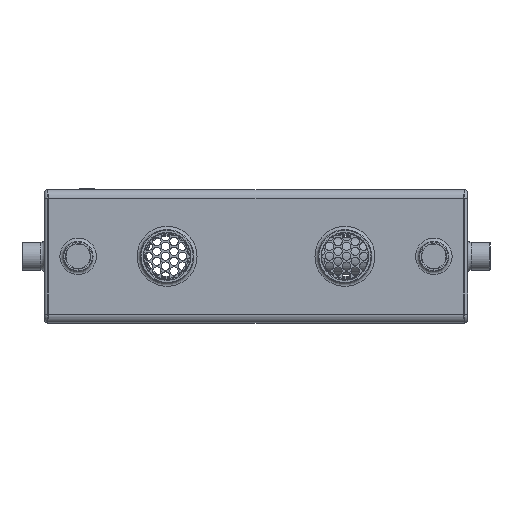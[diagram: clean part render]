
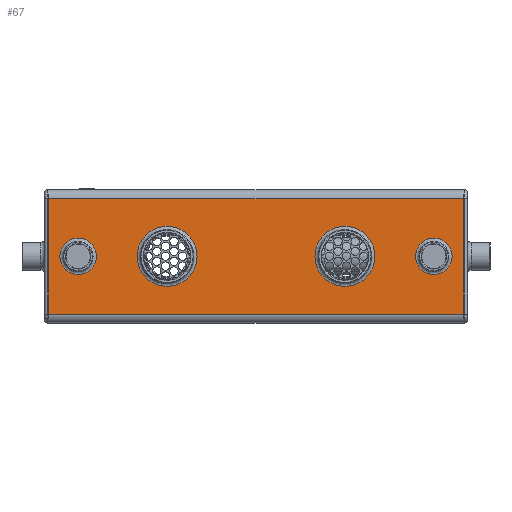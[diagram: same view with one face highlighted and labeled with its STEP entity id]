
A CAD part, left-side view. The second image highlights one B-rep face of the part: STEP entity #67.
In plain terms, the highlighted planar face has unit normal (-1, 0, 0).
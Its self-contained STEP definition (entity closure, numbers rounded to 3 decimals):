
#67=ADVANCED_FACE('',(#7654,#7656,#7658,#7660,#7662),#7664,.T.);
#7654=FACE_BOUND('',#7655,.T.);
#7655=EDGE_LOOP('',(#16143,#16144,#16145,#16146));
#7656=FACE_BOUND('',#7657,.T.);
#7657=EDGE_LOOP('',(#16147));
#7658=FACE_BOUND('',#7659,.T.);
#7659=EDGE_LOOP('',(#16148));
#7660=FACE_BOUND('',#7661,.T.);
#7661=EDGE_LOOP('',(#16149));
#7662=FACE_BOUND('',#7663,.T.);
#7663=EDGE_LOOP('',(#16150));
#7664=PLANE('',#7665);
#7665=AXIS2_PLACEMENT_3D('',#7666,#7667,#7668);
#7666=CARTESIAN_POINT('',(-60.,0.,-52.));
#7667=DIRECTION('',(-1.,0.,0.));
#7668=DIRECTION('',(0.,0.,1.));
#16143=ORIENTED_EDGE('',*,*,#19713,.T.);
#16144=ORIENTED_EDGE('',*,*,#19714,.F.);
#16145=ORIENTED_EDGE('',*,*,#19715,.F.);
#16146=ORIENTED_EDGE('',*,*,#19716,.T.);
#16147=ORIENTED_EDGE('',*,*,#19717,.F.);
#16148=ORIENTED_EDGE('',*,*,#19718,.F.);
#16149=ORIENTED_EDGE('',*,*,#19719,.F.);
#16150=ORIENTED_EDGE('',*,*,#19720,.F.);
#19713=EDGE_CURVE('',#21501,#21502,#21503,.T.);
#19714=EDGE_CURVE('',#21504,#21502,#21505,.T.);
#19715=EDGE_CURVE('',#21506,#21504,#21507,.T.);
#19716=EDGE_CURVE('',#21506,#21501,#21508,.T.);
#19717=EDGE_CURVE('',#21509,#21509,#21510,.T.);
#19718=EDGE_CURVE('',#21511,#21511,#21512,.T.);
#19719=EDGE_CURVE('',#21513,#21513,#21514,.T.);
#19720=EDGE_CURVE('',#21515,#21515,#21516,.T.);
#21501=VERTEX_POINT('',#24710);
#21502=VERTEX_POINT('',#24711);
#21503=LINE('',#24712,#24713);
#21504=VERTEX_POINT('',#24715);
#21505=LINE('',#24716,#24717);
#21506=VERTEX_POINT('',#24719);
#21507=LINE('',#24720,#24721);
#21508=LINE('',#24723,#24724);
#21509=VERTEX_POINT('',#24726);
#21510=CIRCLE('',#24727,16.4);
#21511=VERTEX_POINT('',#24731);
#21512=CIRCLE('',#24732,27.);
#21513=VERTEX_POINT('',#24736);
#21514=CIRCLE('',#24737,27.);
#21515=VERTEX_POINT('',#24741);
#21516=CIRCLE('',#24742,16.4);
#24710=CARTESIAN_POINT('',(-60.,-1.,52.));
#24711=CARTESIAN_POINT('',(-60.,374.,52.));
#24712=CARTESIAN_POINT('',(-60.,-1.,52.));
#24713=VECTOR('',#24714,1.);
#24714=DIRECTION('',(0.,1.,0.));
#24715=CARTESIAN_POINT('',(-60.,374.,-52.));
#24716=CARTESIAN_POINT('',(-60.,374.,-52.));
#24717=VECTOR('',#24718,1.);
#24718=DIRECTION('',(0.,0.,1.));
#24719=CARTESIAN_POINT('',(-60.,-1.,-52.));
#24720=CARTESIAN_POINT('',(-60.,-1.,-52.));
#24721=VECTOR('',#24722,1.);
#24722=DIRECTION('',(0.,1.,0.));
#24723=CARTESIAN_POINT('',(-60.,-1.,-52.));
#24724=VECTOR('',#24725,1.);
#24725=DIRECTION('',(0.,0.,1.));
#24726=CARTESIAN_POINT('',(-60.,42.9,0.));
#24727=AXIS2_PLACEMENT_3D('',#24728,#24729,#24730);
#24728=CARTESIAN_POINT('',(-60.,26.5,0.));
#24729=DIRECTION('',(-1.,0.,0.));
#24730=DIRECTION('',(0.,1.,0.));
#24731=CARTESIAN_POINT('',(-60.,79.5,0.));
#24732=AXIS2_PLACEMENT_3D('',#24733,#24734,#24735);
#24733=CARTESIAN_POINT('',(-60.,106.5,0.));
#24734=DIRECTION('',(-1.,0.,0.));
#24735=DIRECTION('',(0.,-1.,0.));
#24736=CARTESIAN_POINT('',(-60.,239.5,0.));
#24737=AXIS2_PLACEMENT_3D('',#24738,#24739,#24740);
#24738=CARTESIAN_POINT('',(-60.,266.5,0.));
#24739=DIRECTION('',(-1.,0.,0.));
#24740=DIRECTION('',(0.,-1.,0.));
#24741=CARTESIAN_POINT('',(-60.,362.9,0.));
#24742=AXIS2_PLACEMENT_3D('',#24743,#24744,#24745);
#24743=CARTESIAN_POINT('',(-60.,346.5,0.));
#24744=DIRECTION('',(-1.,0.,0.));
#24745=DIRECTION('',(0.,1.,0.));
